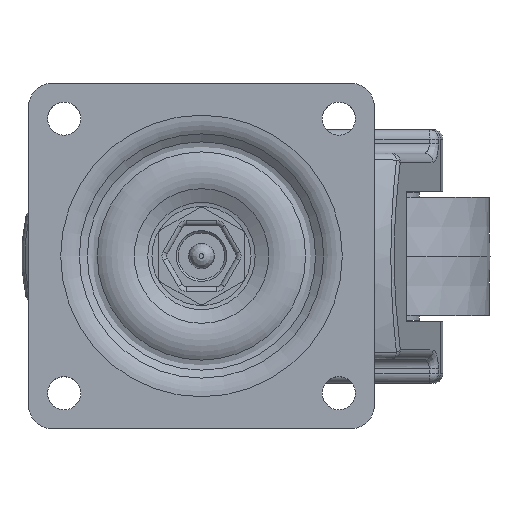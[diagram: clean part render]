
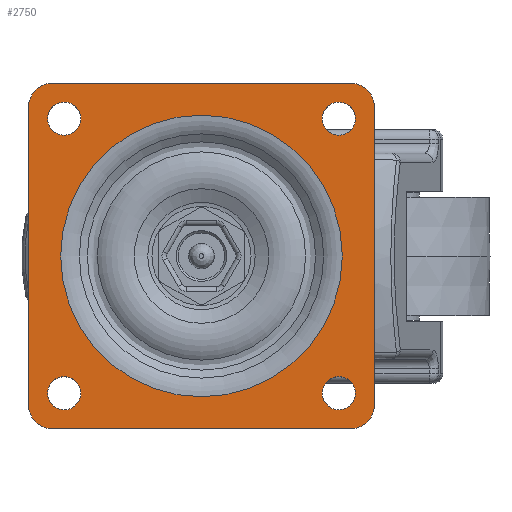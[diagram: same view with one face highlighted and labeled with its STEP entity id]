
A CAD part, top view. The second image highlights one B-rep face of the part: STEP entity #2750.
In plain terms, the highlighted planar face has unit normal (0, 0, 1).
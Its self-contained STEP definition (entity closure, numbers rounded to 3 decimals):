
#2227=CARTESIAN_POINT('',(-19.278,0.437,13.3));
#2228=VERTEX_POINT('',#2227);
#2229=CARTESIAN_POINT('',(10.453,0.437,13.3));
#2230=DIRECTION('',(0.0,0.0,-1.0));
#2231=DIRECTION('',(-1.0,0.,0.0));
#2232=AXIS2_PLACEMENT_3D('',#2229,#2230,#2231);
#2233=CIRCLE('',#2232,29.732);
#2234=EDGE_CURVE('',#2228,#2228,#2233,.T.);
#2368=CARTESIAN_POINT('',(-15.047,29.437,13.3));
#2369=VERTEX_POINT('',#2368);
#2370=CARTESIAN_POINT('',(-18.547,29.437,13.3));
#2371=DIRECTION('',(0.0,0.0,-1.0));
#2372=DIRECTION('',(-1.0,0.,0.0));
#2373=AXIS2_PLACEMENT_3D('',#2370,#2371,#2372);
#2374=CIRCLE('',#2373,3.5);
#2375=EDGE_CURVE('',#2369,#2369,#2374,.T.);
#2396=CARTESIAN_POINT('',(-15.047,-28.563,13.3));
#2397=VERTEX_POINT('',#2396);
#2398=CARTESIAN_POINT('',(-18.547,-28.563,13.3));
#2399=DIRECTION('',(0.0,0.0,-1.0));
#2400=DIRECTION('',(-1.0,0.,0.0));
#2401=AXIS2_PLACEMENT_3D('',#2398,#2399,#2400);
#2402=CIRCLE('',#2401,3.5);
#2403=EDGE_CURVE('',#2397,#2397,#2402,.T.);
#2424=CARTESIAN_POINT('',(42.953,29.437,13.3));
#2425=VERTEX_POINT('',#2424);
#2426=CARTESIAN_POINT('',(39.453,29.437,13.3));
#2427=DIRECTION('',(0.0,0.0,-1.0));
#2428=DIRECTION('',(-1.0,0.,0.0));
#2429=AXIS2_PLACEMENT_3D('',#2426,#2427,#2428);
#2430=CIRCLE('',#2429,3.5);
#2431=EDGE_CURVE('',#2425,#2425,#2430,.T.);
#2452=CARTESIAN_POINT('',(42.953,-28.563,13.3));
#2453=VERTEX_POINT('',#2452);
#2454=CARTESIAN_POINT('',(39.453,-28.563,13.3));
#2455=DIRECTION('',(0.0,0.0,-1.0));
#2456=DIRECTION('',(-1.0,0.,0.0));
#2457=AXIS2_PLACEMENT_3D('',#2454,#2455,#2456);
#2458=CIRCLE('',#2457,3.5);
#2459=EDGE_CURVE('',#2453,#2453,#2458,.T.);
#2479=CARTESIAN_POINT('',(-21.047,36.937,13.3));
#2480=VERTEX_POINT('',#2479);
#2487=CARTESIAN_POINT('',(41.953,36.937,13.3));
#2488=VERTEX_POINT('',#2487);
#2489=CARTESIAN_POINT('',(-21.047,36.937,13.3));
#2490=DIRECTION('',(1.0,0.,0.0));
#2491=VECTOR('',#2490,63.0);
#2492=LINE('',#2489,#2491);
#2493=EDGE_CURVE('',#2480,#2488,#2492,.T.);
#2518=CARTESIAN_POINT('',(-26.047,31.937,13.3));
#2519=VERTEX_POINT('',#2518);
#2526=CARTESIAN_POINT('',(-21.047,31.937,13.3));
#2527=DIRECTION('',(0.0,0.0,-1.0));
#2528=DIRECTION('',(-1.0,0.,0.0));
#2529=AXIS2_PLACEMENT_3D('',#2526,#2527,#2528);
#2530=CIRCLE('',#2529,5.0);
#2531=EDGE_CURVE('',#2519,#2480,#2530,.T.);
#2550=CARTESIAN_POINT('',(-26.047,-31.063,13.3));
#2551=VERTEX_POINT('',#2550);
#2558=CARTESIAN_POINT('',(-26.047,-31.063,13.3));
#2559=DIRECTION('',(0.,1.0,0.0));
#2560=VECTOR('',#2559,63.);
#2561=LINE('',#2558,#2560);
#2562=EDGE_CURVE('',#2551,#2519,#2561,.T.);
#2582=CARTESIAN_POINT('',(-21.047,-36.063,13.3));
#2583=VERTEX_POINT('',#2582);
#2590=CARTESIAN_POINT('',(-21.047,-31.063,13.3));
#2591=DIRECTION('',(0.0,0.0,-1.0));
#2592=DIRECTION('',(-1.0,0.,0.0));
#2593=AXIS2_PLACEMENT_3D('',#2590,#2591,#2592);
#2594=CIRCLE('',#2593,5.0);
#2595=EDGE_CURVE('',#2583,#2551,#2594,.T.);
#2614=CARTESIAN_POINT('',(41.953,-36.063,13.3));
#2615=VERTEX_POINT('',#2614);
#2622=CARTESIAN_POINT('',(41.953,-36.063,13.3));
#2623=DIRECTION('',(-1.0,0.,0.0));
#2624=VECTOR('',#2623,63.0);
#2625=LINE('',#2622,#2624);
#2626=EDGE_CURVE('',#2615,#2583,#2625,.T.);
#2646=CARTESIAN_POINT('',(46.953,-31.063,13.3));
#2647=VERTEX_POINT('',#2646);
#2654=CARTESIAN_POINT('',(41.953,-31.063,13.3));
#2655=DIRECTION('',(0.0,0.0,-1.0));
#2656=DIRECTION('',(-1.0,0.,0.0));
#2657=AXIS2_PLACEMENT_3D('',#2654,#2655,#2656);
#2658=CIRCLE('',#2657,5.0);
#2659=EDGE_CURVE('',#2647,#2615,#2658,.T.);
#2678=CARTESIAN_POINT('',(46.953,31.937,13.3));
#2679=VERTEX_POINT('',#2678);
#2686=CARTESIAN_POINT('',(46.953,31.937,13.3));
#2687=DIRECTION('',(0.,-1.0,0.0));
#2688=VECTOR('',#2687,63.);
#2689=LINE('',#2686,#2688);
#2690=EDGE_CURVE('',#2679,#2647,#2689,.T.);
#2709=CARTESIAN_POINT('',(41.953,31.937,13.3));
#2710=DIRECTION('',(0.0,0.0,-1.0));
#2711=DIRECTION('',(-1.0,0.,0.0));
#2712=AXIS2_PLACEMENT_3D('',#2709,#2710,#2711);
#2713=CIRCLE('',#2712,5.0);
#2714=EDGE_CURVE('',#2488,#2679,#2713,.T.);
#2720=CARTESIAN_POINT('',(-19.353,0.437,13.3));
#2721=DIRECTION('',(0.0,0.0,1.0));
#2722=DIRECTION('',(1.0,0.0,0.0));
#2723=AXIS2_PLACEMENT_3D('',#2720,#2721,#2722);
#2724=PLANE('',#2723);
#2725=ORIENTED_EDGE('',*,*,#2714,.F.);
#2726=ORIENTED_EDGE('',*,*,#2493,.F.);
#2727=ORIENTED_EDGE('',*,*,#2531,.F.);
#2728=ORIENTED_EDGE('',*,*,#2562,.F.);
#2729=ORIENTED_EDGE('',*,*,#2595,.F.);
#2730=ORIENTED_EDGE('',*,*,#2626,.F.);
#2731=ORIENTED_EDGE('',*,*,#2659,.F.);
#2732=ORIENTED_EDGE('',*,*,#2690,.F.);
#2733=EDGE_LOOP('',(#2725,#2726,#2727,#2728,#2729,#2730,#2731,#2732));
#2734=FACE_OUTER_BOUND('',#2733,.T.);
#2735=ORIENTED_EDGE('',*,*,#2459,.T.);
#2736=EDGE_LOOP('',(#2735));
#2737=FACE_BOUND('',#2736,.T.);
#2738=ORIENTED_EDGE('',*,*,#2431,.T.);
#2739=EDGE_LOOP('',(#2738));
#2740=FACE_BOUND('',#2739,.T.);
#2741=ORIENTED_EDGE('',*,*,#2403,.T.);
#2742=EDGE_LOOP('',(#2741));
#2743=FACE_BOUND('',#2742,.T.);
#2744=ORIENTED_EDGE('',*,*,#2375,.T.);
#2745=EDGE_LOOP('',(#2744));
#2746=FACE_BOUND('',#2745,.T.);
#2747=ORIENTED_EDGE('',*,*,#2234,.T.);
#2748=EDGE_LOOP('',(#2747));
#2749=FACE_BOUND('',#2748,.T.);
#2750=ADVANCED_FACE('',(#2734,#2737,#2740,#2743,#2746,#2749),#2724,.T.);
